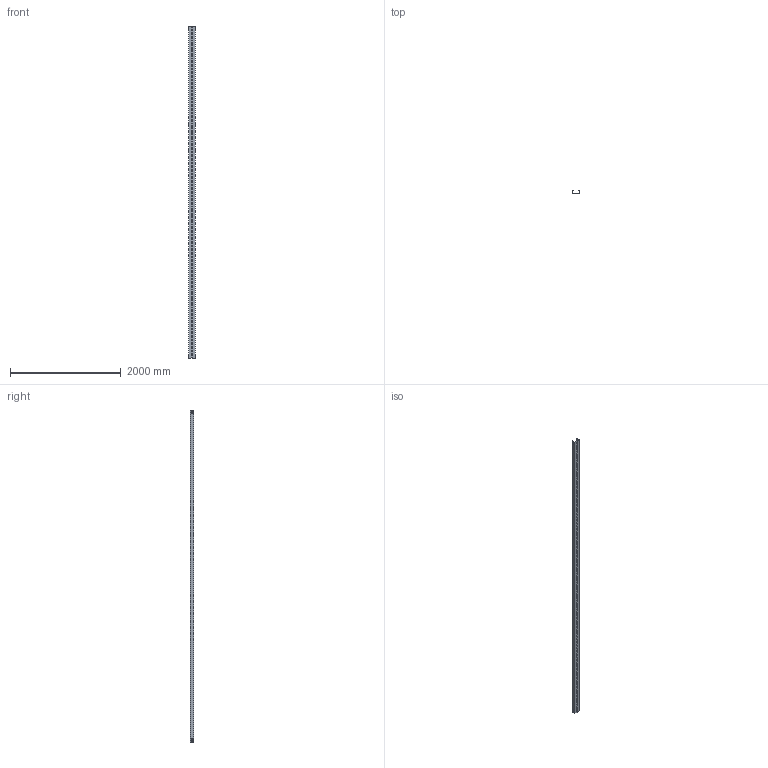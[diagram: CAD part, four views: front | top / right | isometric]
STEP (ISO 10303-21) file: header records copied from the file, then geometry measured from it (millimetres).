
FILE_DESCRIPTION((''),'2;1');
FILE_NAME('163012_PRT','2019-01-03T11:19:35',('tomasz.grudniewski'),(''),'CREO PARAMETRIC BY PTC INC, 2018400','CREO PARAMETRIC BY PTC INC, 2018400','');
FILE_SCHEMA(('CONFIG_CONTROL_DESIGN'));
Length unit declared in the file: millimetre
Products named in the file (1): 163012_PRT
Bounding box: 120 x 59.98 x 6000 mm (x, y, z)
Volume: 1488347.6 mm3; surface area: 2998250.9 mm2
Topology: 1 solids, 1 shells, 604 faces, 1750 edges, 1148 vertices
Faces by surface type: plane 438, cylinder 166
Entity records: 20300 total; most frequent: CARTESIAN_POINT 3502, ORIENTED_EDGE 3500, DIRECTION 3290, EDGE_CURVE 1750, VECTOR 1418, LINE 1418, VERTEX_POINT 1148, AXIS2_PLACEMENT_3D 936
